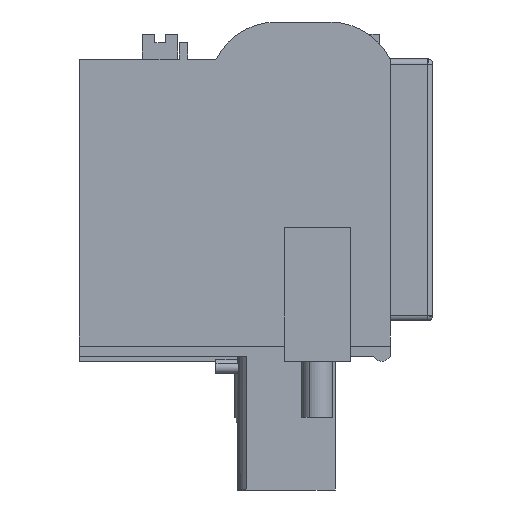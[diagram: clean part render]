
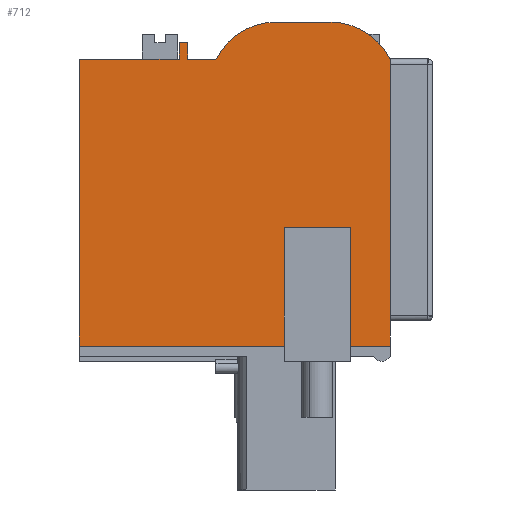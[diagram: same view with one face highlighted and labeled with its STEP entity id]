
A CAD part, left-side view. The second image highlights one B-rep face of the part: STEP entity #712.
In plain terms, the highlighted planar face has unit normal (-1, 0, 0).
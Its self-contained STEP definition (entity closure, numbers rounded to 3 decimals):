
#597=AXIS2_PLACEMENT_3D('Plane Axis2P3D',#594,#595,#596) ;
#617=AXIS2_PLACEMENT_3D('Circle Axis2P3D',#615,#616,$) ;
#631=AXIS2_PLACEMENT_3D('Circle Axis2P3D',#629,#630,$) ;
#132=CARTESIAN_POINT('Line Origine',(3.49,20.87,16.965)) ;
#136=CARTESIAN_POINT('Vertex',(3.49,20.87,25.43)) ;
#138=CARTESIAN_POINT('Vertex',(3.49,20.87,8.5)) ;
#594=CARTESIAN_POINT('Axis2P3D Location',(3.49,2.5,0.)) ;
#599=CARTESIAN_POINT('Line Origine',(3.49,3.688,8.5)) ;
#603=CARTESIAN_POINT('Vertex',(3.49,4.875,8.5)) ;
#605=CARTESIAN_POINT('Vertex',(3.49,2.5,8.5)) ;
#608=CARTESIAN_POINT('Line Origine',(3.49,2.5,16.965)) ;
#612=CARTESIAN_POINT('Vertex',(3.49,2.5,25.43)) ;
#615=CARTESIAN_POINT('Axis2P3D Location',(3.49,6.072,23.63)) ;
#619=CARTESIAN_POINT('Vertex',(3.49,6.072,27.63)) ;
#622=CARTESIAN_POINT('Line Origine',(3.49,7.65,27.63)) ;
#626=CARTESIAN_POINT('Vertex',(3.49,9.228,27.63)) ;
#629=CARTESIAN_POINT('Axis2P3D Location',(3.49,9.228,23.63)) ;
#633=CARTESIAN_POINT('Vertex',(3.49,12.8,25.43)) ;
#636=CARTESIAN_POINT('Line Origine',(3.49,13.638,25.43)) ;
#640=CARTESIAN_POINT('Vertex',(3.49,14.475,25.43)) ;
#643=CARTESIAN_POINT('Line Origine',(3.49,14.475,25.93)) ;
#647=CARTESIAN_POINT('Vertex',(3.49,14.475,26.43)) ;
#650=CARTESIAN_POINT('Line Origine',(3.49,14.723,26.43)) ;
#654=CARTESIAN_POINT('Vertex',(3.49,14.97,26.43)) ;
#657=CARTESIAN_POINT('Line Origine',(3.49,14.97,25.93)) ;
#661=CARTESIAN_POINT('Vertex',(3.49,14.97,25.43)) ;
#664=CARTESIAN_POINT('Line Origine',(3.49,17.92,25.43)) ;
#669=CARTESIAN_POINT('Line Origine',(3.49,14.822,8.5)) ;
#673=CARTESIAN_POINT('Vertex',(3.49,8.775,8.5)) ;
#676=CARTESIAN_POINT('Line Origine',(3.49,8.775,12.)) ;
#680=CARTESIAN_POINT('Vertex',(3.49,8.775,15.5)) ;
#683=CARTESIAN_POINT('Line Origine',(3.49,6.825,15.5)) ;
#687=CARTESIAN_POINT('Vertex',(3.49,4.875,15.5)) ;
#690=CARTESIAN_POINT('Line Origine',(3.49,4.875,12.)) ;
#133=DIRECTION('Vector Direction',(0.,0.,1.)) ;
#595=DIRECTION('Axis2P3D Direction',(-1.,0.,0.)) ;
#596=DIRECTION('Axis2P3D XDirection',(0.,0.,1.)) ;
#600=DIRECTION('Vector Direction',(0.,-1.,0.)) ;
#609=DIRECTION('Vector Direction',(0.,0.,1.)) ;
#616=DIRECTION('Axis2P3D Direction',(-1.,0.,0.)) ;
#623=DIRECTION('Vector Direction',(0.,1.,0.)) ;
#630=DIRECTION('Axis2P3D Direction',(-1.,0.,0.)) ;
#637=DIRECTION('Vector Direction',(0.,1.,0.)) ;
#644=DIRECTION('Vector Direction',(0.,0.,1.)) ;
#651=DIRECTION('Vector Direction',(0.,-1.,0.)) ;
#658=DIRECTION('Vector Direction',(0.,0.,1.)) ;
#665=DIRECTION('Vector Direction',(0.,1.,0.)) ;
#670=DIRECTION('Vector Direction',(0.,-1.,0.)) ;
#677=DIRECTION('Vector Direction',(0.,0.,-1.)) ;
#684=DIRECTION('Vector Direction',(0.,1.,0.)) ;
#691=DIRECTION('Vector Direction',(0.,0.,-1.)) ;
#134=VECTOR('Line Direction',#133,1.) ;
#601=VECTOR('Line Direction',#600,1.) ;
#610=VECTOR('Line Direction',#609,1.) ;
#624=VECTOR('Line Direction',#623,1.) ;
#638=VECTOR('Line Direction',#637,1.) ;
#645=VECTOR('Line Direction',#644,1.) ;
#652=VECTOR('Line Direction',#651,1.) ;
#659=VECTOR('Line Direction',#658,1.) ;
#666=VECTOR('Line Direction',#665,1.) ;
#671=VECTOR('Line Direction',#670,1.) ;
#678=VECTOR('Line Direction',#677,1.) ;
#685=VECTOR('Line Direction',#684,1.) ;
#692=VECTOR('Line Direction',#691,1.) ;
#696=ORIENTED_EDGE('',*,*,#607,.T.) ;
#697=ORIENTED_EDGE('',*,*,#614,.T.) ;
#698=ORIENTED_EDGE('',*,*,#621,.T.) ;
#699=ORIENTED_EDGE('',*,*,#628,.T.) ;
#700=ORIENTED_EDGE('',*,*,#635,.T.) ;
#701=ORIENTED_EDGE('',*,*,#642,.T.) ;
#702=ORIENTED_EDGE('',*,*,#649,.T.) ;
#703=ORIENTED_EDGE('',*,*,#656,.T.) ;
#704=ORIENTED_EDGE('',*,*,#663,.T.) ;
#705=ORIENTED_EDGE('',*,*,#668,.T.) ;
#706=ORIENTED_EDGE('',*,*,#140,.T.) ;
#707=ORIENTED_EDGE('',*,*,#675,.T.) ;
#708=ORIENTED_EDGE('',*,*,#682,.F.) ;
#709=ORIENTED_EDGE('',*,*,#689,.F.) ;
#710=ORIENTED_EDGE('',*,*,#694,.T.) ;
#712=ADVANCED_FACE('HOUSING',(#711),#598,.T.) ;
#618=CIRCLE('generated circle',#617,4.) ;
#632=CIRCLE('generated circle',#631,4.) ;
#140=EDGE_CURVE('',#137,#139,#135,.F.) ;
#607=EDGE_CURVE('',#604,#606,#602,.T.) ;
#614=EDGE_CURVE('',#606,#613,#611,.T.) ;
#621=EDGE_CURVE('',#613,#620,#618,.T.) ;
#628=EDGE_CURVE('',#620,#627,#625,.T.) ;
#635=EDGE_CURVE('',#627,#634,#632,.T.) ;
#642=EDGE_CURVE('',#634,#641,#639,.T.) ;
#649=EDGE_CURVE('',#641,#648,#646,.T.) ;
#656=EDGE_CURVE('',#648,#655,#653,.F.) ;
#663=EDGE_CURVE('',#655,#662,#660,.F.) ;
#668=EDGE_CURVE('',#662,#137,#667,.T.) ;
#675=EDGE_CURVE('',#139,#674,#672,.T.) ;
#682=EDGE_CURVE('',#681,#674,#679,.T.) ;
#689=EDGE_CURVE('',#688,#681,#686,.T.) ;
#694=EDGE_CURVE('',#688,#604,#693,.T.) ;
#695=EDGE_LOOP('',(#696,#697,#698,#699,#700,#701,#702,#703,#704,#705,#706,#707,#708,#709,#710)) ;
#711=FACE_OUTER_BOUND('',#695,.T.) ;
#135=LINE('Line',#132,#134) ;
#602=LINE('Line',#599,#601) ;
#611=LINE('Line',#608,#610) ;
#625=LINE('Line',#622,#624) ;
#639=LINE('Line',#636,#638) ;
#646=LINE('Line',#643,#645) ;
#653=LINE('Line',#650,#652) ;
#660=LINE('Line',#657,#659) ;
#667=LINE('Line',#664,#666) ;
#672=LINE('Line',#669,#671) ;
#679=LINE('Line',#676,#678) ;
#686=LINE('Line',#683,#685) ;
#693=LINE('Line',#690,#692) ;
#598=PLANE('',#597) ;
#137=VERTEX_POINT('',#136) ;
#139=VERTEX_POINT('',#138) ;
#604=VERTEX_POINT('',#603) ;
#606=VERTEX_POINT('',#605) ;
#613=VERTEX_POINT('',#612) ;
#620=VERTEX_POINT('',#619) ;
#627=VERTEX_POINT('',#626) ;
#634=VERTEX_POINT('',#633) ;
#641=VERTEX_POINT('',#640) ;
#648=VERTEX_POINT('',#647) ;
#655=VERTEX_POINT('',#654) ;
#662=VERTEX_POINT('',#661) ;
#674=VERTEX_POINT('',#673) ;
#681=VERTEX_POINT('',#680) ;
#688=VERTEX_POINT('',#687) ;
